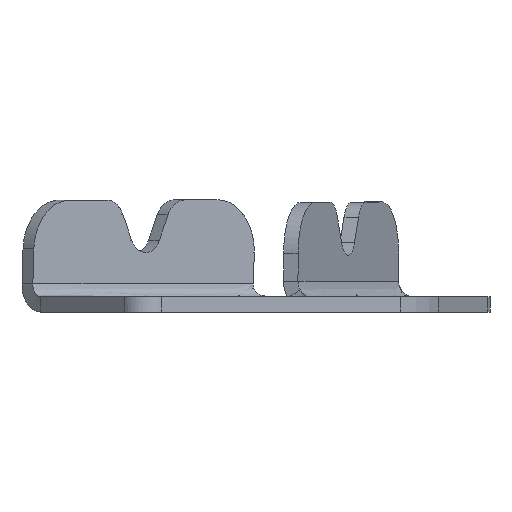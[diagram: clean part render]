
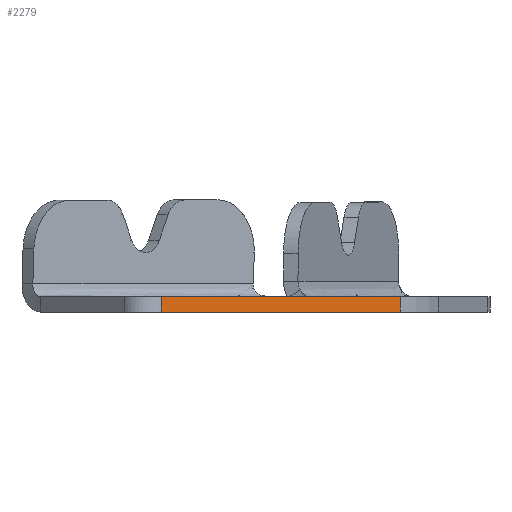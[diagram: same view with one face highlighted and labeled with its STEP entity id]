
A CAD part, left-side view. The second image highlights one B-rep face of the part: STEP entity #2279.
In plain terms, the highlighted free-form (B-spline) face has degree [1, 1] with [2, 2] control points.
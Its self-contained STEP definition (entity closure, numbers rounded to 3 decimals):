
#37 = CARTESIAN_POINT ( 'NONE',  ( 2168.63, 981.888, 0. ) ) ;
#137 = CARTESIAN_POINT ( 'NONE',  ( 2259.401, 888.636, -6. ) ) ;
#162 = ORIENTED_EDGE ( 'NONE', *, *, #961, .T. ) ;
#228 = ORIENTED_EDGE ( 'NONE', *, *, #488, .F. ) ;
#238 = CARTESIAN_POINT ( 'NONE',  ( 2168.63, 981.888, 0. ) ) ;
#331 = CARTESIAN_POINT ( 'NONE',  ( 2259.401, 888.636, -6. ) ) ;
#383 = B_SPLINE_CURVE_WITH_KNOTS ( 'NONE', 1,
 ( #37, #427 ),
 .UNSPECIFIED., .F., .F.,
 ( 2, 2 ),
 ( 0., 1. ),
 .UNSPECIFIED. ) ;
#427 = CARTESIAN_POINT ( 'NONE',  ( 2168.63, 981.888, -6. ) ) ;
#488 = EDGE_CURVE ( 'NONE', #1186, #2204, #2430, .T. ) ;
#527 = FACE_OUTER_BOUND ( 'NONE', #1515, .T. ) ;
#636 = VERTEX_POINT ( 'NONE', #1370 ) ;
#804 = B_SPLINE_CURVE_WITH_KNOTS ( 'NONE', 1,
 ( #331, #1976 ),
 .UNSPECIFIED., .F., .F.,
 ( 2, 2 ),
 ( 0., 1. ),
 .UNSPECIFIED. ) ;
#893 = EDGE_CURVE ( 'NONE', #1186, #636, #383, .T. ) ;
#961 = EDGE_CURVE ( 'NONE', #2151, #2204, #804, .T. ) ;
#1085 = CARTESIAN_POINT ( 'NONE',  ( 2198.887, 950.804, 0. ) ) ;
#1161 = CARTESIAN_POINT ( 'NONE',  ( 2259.401, 888.636, -6. ) ) ;
#1186 = VERTEX_POINT ( 'NONE', #1484 ) ;
#1370 = CARTESIAN_POINT ( 'NONE',  ( 2168.63, 981.888, -6. ) ) ;
#1378 = CARTESIAN_POINT ( 'NONE',  ( 2259.401, 888.636, -6. ) ) ;
#1421 = CARTESIAN_POINT ( 'NONE',  ( 2259.401, 888.636, 0. ) ) ;
#1479 = EDGE_CURVE ( 'NONE', #636, #2151, #1686, .T. ) ;
#1484 = CARTESIAN_POINT ( 'NONE',  ( 2168.63, 981.888, 0. ) ) ;
#1515 = EDGE_LOOP ( 'NONE', ( #2095, #162, #228, #2297 ) ) ;
#1686 = B_SPLINE_CURVE_WITH_KNOTS ( 'NONE', 1,
 ( #2401, #1378 ),
 .UNSPECIFIED., .F., .F.,
 ( 2, 2 ),
 ( 0., 1. ),
 .UNSPECIFIED. ) ;
#1976 = CARTESIAN_POINT ( 'NONE',  ( 2259.401, 888.636, 0. ) ) ;
#1977 = CARTESIAN_POINT ( 'NONE',  ( 2168.63, 981.888, -6. ) ) ;
#2095 = ORIENTED_EDGE ( 'NONE', *, *, #1479, .T. ) ;
#2131 = CARTESIAN_POINT ( 'NONE',  ( 2229.144, 919.72, 0. ) ) ;
#2144 = CARTESIAN_POINT ( 'NONE',  ( 2259.401, 888.636, 0. ) ) ;
#2151 = VERTEX_POINT ( 'NONE', #137 ) ;
#2204 = VERTEX_POINT ( 'NONE', #1421 ) ;
#2279 = ADVANCED_FACE ( 'NONE', ( #527 ), #2620, .T. ) ;
#2297 = ORIENTED_EDGE ( 'NONE', *, *, #893, .T. ) ;
#2333 = CARTESIAN_POINT ( 'NONE',  ( 2259.401, 888.636, 0. ) ) ;
#2401 = CARTESIAN_POINT ( 'NONE',  ( 2168.63, 981.888, -6. ) ) ;
#2430 = B_SPLINE_CURVE_WITH_KNOTS ( 'NONE', 3,
 ( #238, #1085, #2131, #2333 ),
 .UNSPECIFIED., .F., .F.,
 ( 4, 4 ),
 ( 0., 1. ),
 .UNSPECIFIED. ) ;
#2603 = CARTESIAN_POINT ( 'NONE',  ( 2168.63, 981.888, 0. ) ) ;
#2620 = B_SPLINE_SURFACE_WITH_KNOTS ( 'NONE', 1, 1, ( 
 ( #1977, #2603 ),
 ( #1161, #2144 ) ),
 .UNSPECIFIED., .F., .F., .F.,
 ( 2, 2 ),
 ( 2, 2 ),
 ( 0., 1. ),
 ( 0., 1. ),
 .UNSPECIFIED. ) ;
